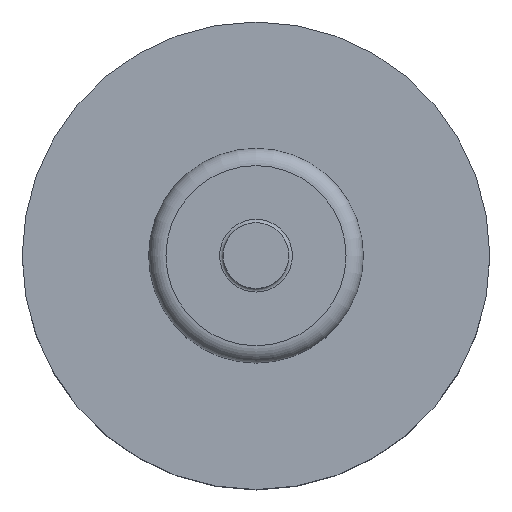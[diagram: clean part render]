
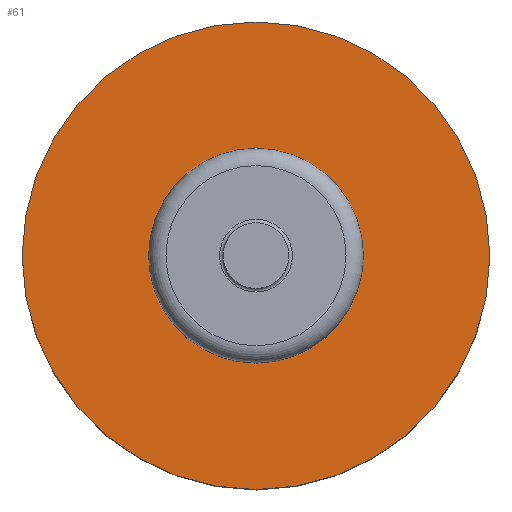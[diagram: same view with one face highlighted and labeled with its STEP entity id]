
A CAD part, top view. The second image highlights one B-rep face of the part: STEP entity #61.
In plain terms, the highlighted planar face has unit normal (0, 0, 1).
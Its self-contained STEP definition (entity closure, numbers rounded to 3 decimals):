
#39=FACE_OUTER_BOUND('',#108,.T.);
#43=PLANE('',#213);
#61=ADVANCED_FACE('',(#39),#43,.T.);
#108=EDGE_LOOP('',(#132));
#132=ORIENTED_EDGE('',*,*,#160,.T.);
#147=VERTEX_POINT('',#305);
#160=EDGE_CURVE('',#147,#147,#172,.T.);
#172=CIRCLE('',#212,6.75);
#212=AXIS2_PLACEMENT_3D('',#304,#260,#261);
#213=AXIS2_PLACEMENT_3D('',#306,#262,#263);
#260=DIRECTION('',(0.,0.,1.));
#261=DIRECTION('',(0.,-1.,0.));
#262=DIRECTION('',(0.,0.,1.));
#263=DIRECTION('',(1.,0.,0.));
#304=CARTESIAN_POINT('',(0.,0.,0.));
#305=CARTESIAN_POINT('',(0.,-6.75,0.));
#306=CARTESIAN_POINT('',(0.,0.,0.));
